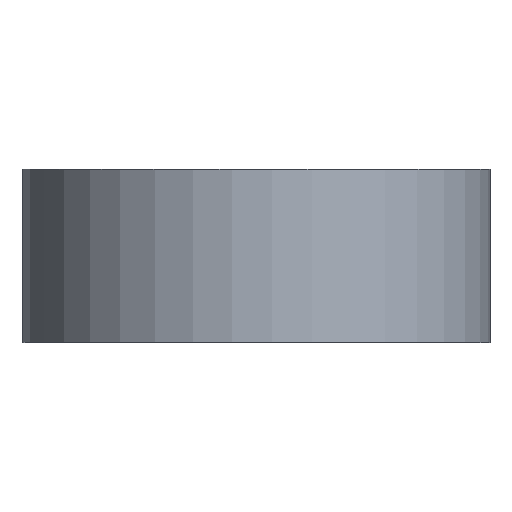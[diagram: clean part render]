
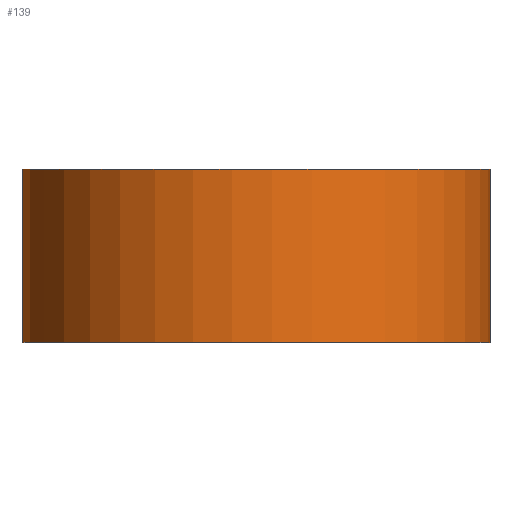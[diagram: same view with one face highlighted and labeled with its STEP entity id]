
A CAD part, top view. The second image highlights one B-rep face of the part: STEP entity #139.
In plain terms, the highlighted cylindrical face has radius 27.05 mm (diameter 54.1 mm), a partial arc.
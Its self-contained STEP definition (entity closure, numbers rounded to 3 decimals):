
#25=FACE_OUTER_BOUND('',#33,.T.);
#33=EDGE_LOOP('',(#119,#120,#121,#122));
#38=LINE('',#238,#48);
#44=LINE('',#257,#54);
#48=VECTOR('',#193,10.);
#54=VECTOR('',#213,10.);
#59=CIRCLE('',#171,27.05);
#62=CIRCLE('',#178,27.05);
#67=VERTEX_POINT('',#235);
#68=VERTEX_POINT('',#237);
#71=VERTEX_POINT('',#245);
#74=VERTEX_POINT('',#255);
#80=EDGE_CURVE('',#67,#68,#38,.T.);
#85=EDGE_CURVE('',#67,#71,#59,.T.);
#90=EDGE_CURVE('',#71,#74,#44,.T.);
#92=EDGE_CURVE('',#68,#74,#62,.T.);
#119=ORIENTED_EDGE('',*,*,#85,.T.);
#120=ORIENTED_EDGE('',*,*,#90,.T.);
#121=ORIENTED_EDGE('',*,*,#92,.F.);
#122=ORIENTED_EDGE('',*,*,#80,.F.);
#132=CYLINDRICAL_SURFACE('',#177,27.05);
#139=ADVANCED_FACE('',(#25),#132,.T.);
#171=AXIS2_PLACEMENT_3D('',#247,#202,#203);
#177=AXIS2_PLACEMENT_3D('',#260,#218,#219);
#178=AXIS2_PLACEMENT_3D('',#261,#220,#221);
#193=DIRECTION('',(0.,1.,0.));
#202=DIRECTION('center_axis',(0.,1.,0.));
#203=DIRECTION('ref_axis',(-0.996,0.,0.092));
#213=DIRECTION('',(0.,1.,0.));
#218=DIRECTION('center_axis',(0.,1.,0.));
#219=DIRECTION('ref_axis',(0.999,0.,-0.046));
#220=DIRECTION('center_axis',(0.,1.,0.));
#221=DIRECTION('ref_axis',(-0.996,0.,0.092));
#235=CARTESIAN_POINT('',(-26.934,0.,2.5));
#237=CARTESIAN_POINT('',(-26.934,20.,2.5));
#238=CARTESIAN_POINT('',(-26.934,0.,2.5));
#245=CARTESIAN_POINT('',(-27.05,0.,0.));
#247=CARTESIAN_POINT('Origin',(0.,0.,0.));
#255=CARTESIAN_POINT('',(-27.05,20.,0.));
#257=CARTESIAN_POINT('',(-27.05,0.,0.));
#260=CARTESIAN_POINT('Origin',(0.,0.,0.));
#261=CARTESIAN_POINT('Origin',(0.,20.,0.));
